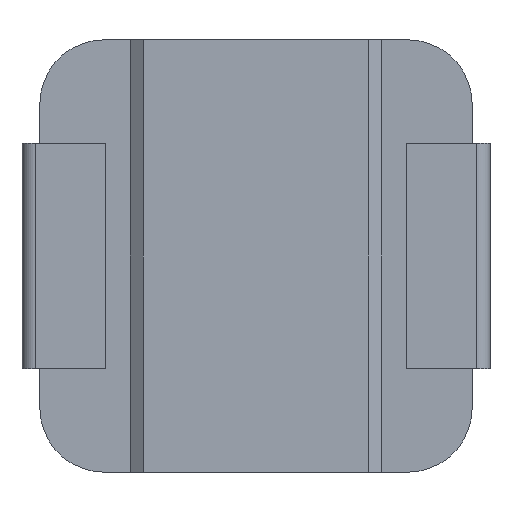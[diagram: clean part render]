
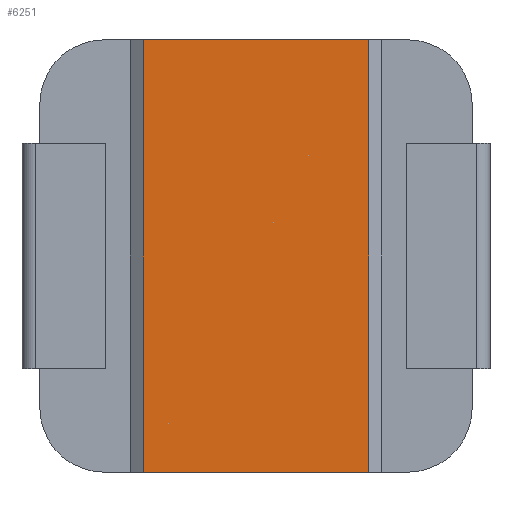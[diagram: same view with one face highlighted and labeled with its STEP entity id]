
A CAD part, front view. The second image highlights one B-rep face of the part: STEP entity #6251.
In plain terms, the highlighted planar face has unit normal (0, -1, 0).
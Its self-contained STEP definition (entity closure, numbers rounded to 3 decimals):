
#375 = DIRECTION ( 'NONE',  ( 0., 1., 0. ) ) ;
#429 = CARTESIAN_POINT ( 'NONE',  ( -1.75, 0., -3.35 ) ) ;
#803 = VECTOR ( 'NONE', #2027, 1000. ) ;
#1062 = FACE_OUTER_BOUND ( 'NONE', #1493, .T. ) ;
#1307 = ORIENTED_EDGE ( 'NONE', *, *, #3551, .F. ) ;
#1326 = VECTOR ( 'NONE', #3021, 1000. ) ;
#1397 = CARTESIAN_POINT ( 'NONE',  ( 0., 0., 0. ) ) ;
#1493 = EDGE_LOOP ( 'NONE', ( #1307, #3058, #2897, #2719 ) ) ;
#1607 = EDGE_CURVE ( 'NONE', #3096, #2305, #4413, .T. ) ;
#1935 = EDGE_CURVE ( 'NONE', #2849, #5312, #5833, .T. ) ;
#2027 = DIRECTION ( 'NONE',  ( -1., 0., 0. ) ) ;
#2085 = LINE ( 'NONE', #4483, #803 ) ;
#2305 = VERTEX_POINT ( 'NONE', #4281 ) ;
#2485 = CARTESIAN_POINT ( 'NONE',  ( 1.75, 0., -3.35 ) ) ;
#2682 = DIRECTION ( 'NONE',  ( 0., 0., 1. ) ) ;
#2719 = ORIENTED_EDGE ( 'NONE', *, *, #1935, .T. ) ;
#2812 = PLANE ( 'NONE',  #5617 ) ;
#2849 = VERTEX_POINT ( 'NONE', #2485 ) ;
#2897 = ORIENTED_EDGE ( 'NONE', *, *, #4824, .F. ) ;
#3021 = DIRECTION ( 'NONE',  ( 1., 0., 0. ) ) ;
#3058 = ORIENTED_EDGE ( 'NONE', *, *, #1607, .F. ) ;
#3096 = VERTEX_POINT ( 'NONE', #429 ) ;
#3551 = EDGE_CURVE ( 'NONE', #2305, #5312, #5373, .T. ) ;
#4281 = CARTESIAN_POINT ( 'NONE',  ( -1.75, 0., 3.35 ) ) ;
#4283 = DIRECTION ( 'NONE',  ( 0., 0., 1. ) ) ;
#4295 = DIRECTION ( 'NONE',  ( 0., 0., 1. ) ) ;
#4413 = LINE ( 'NONE', #5649, #4643 ) ;
#4435 = CARTESIAN_POINT ( 'NONE',  ( 1.75, 0., 3.35 ) ) ;
#4483 = CARTESIAN_POINT ( 'NONE',  ( -3.35, 0., -3.35 ) ) ;
#4635 = VECTOR ( 'NONE', #4283, 1000. ) ;
#4643 = VECTOR ( 'NONE', #2682, 1000. ) ;
#4824 = EDGE_CURVE ( 'NONE', #2849, #3096, #2085, .T. ) ;
#4934 = CARTESIAN_POINT ( 'NONE',  ( -3.35, 0., 3.35 ) ) ;
#5312 = VERTEX_POINT ( 'NONE', #4435 ) ;
#5373 = LINE ( 'NONE', #4934, #1326 ) ;
#5582 = CARTESIAN_POINT ( 'NONE',  ( 1.75, 0., -3.35 ) ) ;
#5617 = AXIS2_PLACEMENT_3D ( 'NONE', #1397, #375, #4295 ) ;
#5649 = CARTESIAN_POINT ( 'NONE',  ( -1.75, 0., -3.35 ) ) ;
#5833 = LINE ( 'NONE', #5582, #4635 ) ;
#6251 = ADVANCED_FACE ( 'NONE', ( #1062 ), #2812, .F. ) ;
